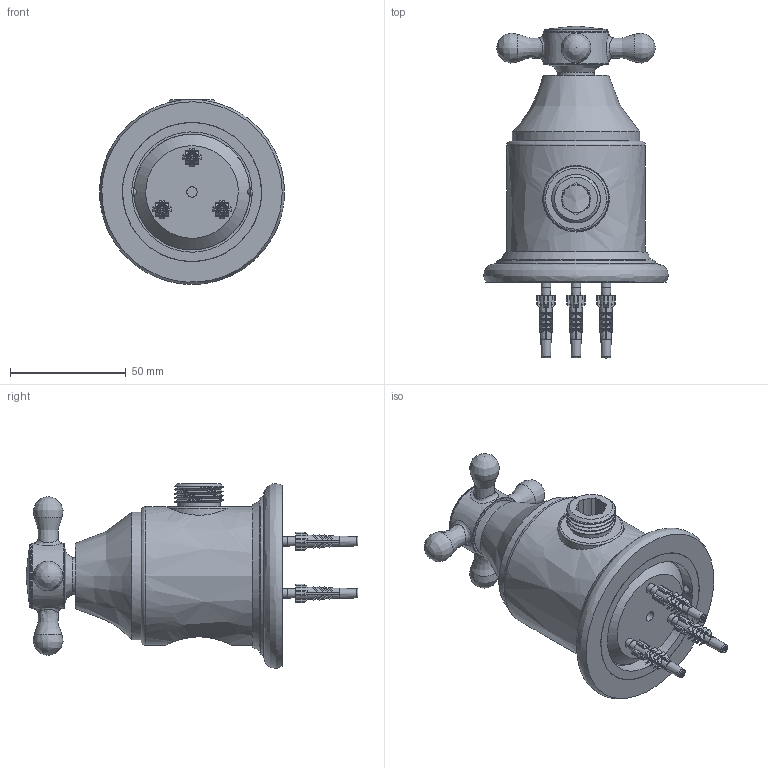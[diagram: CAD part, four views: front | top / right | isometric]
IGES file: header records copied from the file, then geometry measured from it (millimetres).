
Global section: file name: V222-X; native system: Autodesk Inventor 2018; preprocessor: unknown; author: gwilkes; date: 20190708.154051; units: millimetre
Bounding box: 79.96 x 143.56 x 79.98 mm (x, y, z)
Volume: 214486.5 mm3; surface area: 90270 mm2
Topology: 30 solids, 30 shells, 1514 faces, 4409 edges, 2950 vertices
Faces by surface type: bspline 1514
